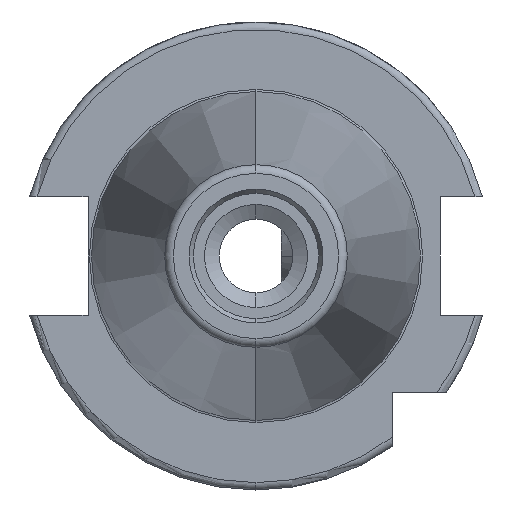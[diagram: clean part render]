
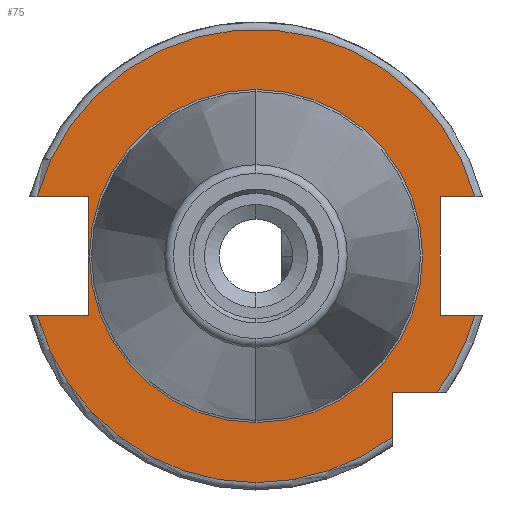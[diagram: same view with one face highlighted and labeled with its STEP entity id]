
A CAD part, left-side view. The second image highlights one B-rep face of the part: STEP entity #75.
In plain terms, the highlighted planar face has unit normal (-1, 0, 0).
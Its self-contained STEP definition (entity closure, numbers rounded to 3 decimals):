
#71 = EDGE_LOOP ( 'NONE', ( #95, #312 ) ) ;
#75 = ADVANCED_FACE ( 'NONE', ( #734, #733 ), #732, .F. ) ;
#95 = ORIENTED_EDGE ( 'NONE', *, *, #324, .F. ) ;
#96 = ORIENTED_EDGE ( 'NONE', *, *, #2570, .T. ) ;
#168 = ORIENTED_EDGE ( 'NONE', *, *, #184, .T. ) ;
#169 = VERTEX_POINT ( 'NONE', #897 ) ;
#172 = VERTEX_POINT ( 'NONE', #894 ) ;
#184 = EDGE_CURVE ( 'NONE', #172, #169, #937, .T. ) ;
#311 = VERTEX_POINT ( 'NONE', #1147 ) ;
#312 = ORIENTED_EDGE ( 'NONE', *, *, #1921, .F. ) ;
#313 = ORIENTED_EDGE ( 'NONE', *, *, #2537, .T. ) ;
#323 = ORIENTED_EDGE ( 'NONE', *, *, #2577, .F. ) ;
#324 = EDGE_CURVE ( 'NONE', #1922, #1908, #1134, .T. ) ;
#728 = DIRECTION ( 'NONE',  ( 1., 0., 0. ) ) ;
#729 = CARTESIAN_POINT ( 'NONE',  ( 3.2, 0., 30.775 ) ) ;
#731 = AXIS2_PLACEMENT_3D ( 'NONE', #729, #728, #795 ) ;
#732 = PLANE ( 'NONE',  #731 ) ;
#733 = FACE_OUTER_BOUND ( 'NONE', #2547, .T. ) ;
#734 = FACE_BOUND ( 'NONE', #71, .T. ) ;
#795 = DIRECTION ( 'NONE',  ( 0., 0., 1. ) ) ;
#894 = CARTESIAN_POINT ( 'NONE',  ( 3.2, -29.704, 8.05 ) ) ;
#897 = CARTESIAN_POINT ( 'NONE',  ( 3.2, 29.704, 8.05 ) ) ;
#930 = DIRECTION ( 'NONE',  ( 0., 0., -1. ) ) ;
#931 = DIRECTION ( 'NONE',  ( -1., 0., 0. ) ) ;
#932 = CARTESIAN_POINT ( 'NONE',  ( 3.2, 0., 0. ) ) ;
#933 = AXIS2_PLACEMENT_3D ( 'NONE', #932, #931, #930 ) ;
#937 = CIRCLE ( 'NONE', #933, 30.775 ) ;
#1132 = CARTESIAN_POINT ( 'NONE',  ( 3.2, 0., 0. ) ) ;
#1133 = AXIS2_PLACEMENT_3D ( 'NONE', #1132, #1187, #1186 ) ;
#1134 = CIRCLE ( 'NONE', #1133, 22.625 ) ;
#1147 = CARTESIAN_POINT ( 'NONE',  ( 3.2, 22.8, -8.05 ) ) ;
#1186 = DIRECTION ( 'NONE',  ( 0., 0., -1. ) ) ;
#1187 = DIRECTION ( 'NONE',  ( -1., 0., 0. ) ) ;
#1885 = VERTEX_POINT ( 'NONE', #2654 ) ;
#1902 = VERTEX_POINT ( 'NONE', #2687 ) ;
#1908 = VERTEX_POINT ( 'NONE', #2681 ) ;
#1921 = EDGE_CURVE ( 'NONE', #1908, #1922, #2725, .T. ) ;
#1922 = VERTEX_POINT ( 'NONE', #2720 ) ;
#2059 = VERTEX_POINT ( 'NONE', #2975 ) ;
#2065 = EDGE_CURVE ( 'NONE', #2165, #172, #2968, .T. ) ;
#2075 = VERTEX_POINT ( 'NONE', #3003 ) ;
#2076 = ORIENTED_EDGE ( 'NONE', *, *, #2083, .T. ) ;
#2081 = ORIENTED_EDGE ( 'NONE', *, *, #2107, .T. ) ;
#2082 = ORIENTED_EDGE ( 'NONE', *, *, #2065, .T. ) ;
#2083 = EDGE_CURVE ( 'NONE', #2163, #2169, #3001, .T. ) ;
#2090 = EDGE_CURVE ( 'NONE', #2165, #2169, #2986, .T. ) ;
#2107 = EDGE_CURVE ( 'NONE', #2075, #311, #3019, .T. ) ;
#2116 = ORIENTED_EDGE ( 'NONE', *, *, #2168, .F. ) ;
#2125 = ORIENTED_EDGE ( 'NONE', *, *, #2167, .F. ) ;
#2162 = ORIENTED_EDGE ( 'NONE', *, *, #2166, .T. ) ;
#2163 = VERTEX_POINT ( 'NONE', #3145 ) ;
#2164 = VERTEX_POINT ( 'NONE', #3141 ) ;
#2165 = VERTEX_POINT ( 'NONE', #3140 ) ;
#2166 = EDGE_CURVE ( 'NONE', #2164, #2163, #3139, .T. ) ;
#2167 = EDGE_CURVE ( 'NONE', #2075, #169, #3134, .T. ) ;
#2168 = EDGE_CURVE ( 'NONE', #2164, #2059, #3130, .T. ) ;
#2169 = VERTEX_POINT ( 'NONE', #3126 ) ;
#2170 = ORIENTED_EDGE ( 'NONE', *, *, #2090, .F. ) ;
#2537 = EDGE_CURVE ( 'NONE', #1885, #1902, #3822, .T. ) ;
#2547 = EDGE_LOOP ( 'NONE', ( #323, #313, #96, #2580, #2116, #2162, #2076, #2170, #2082, #168, #2125, #2081 ) ) ;
#2570 = EDGE_CURVE ( 'NONE', #1902, #2578, #3973, .T. ) ;
#2572 = EDGE_CURVE ( 'NONE', #2059, #2578, #3964, .T. ) ;
#2577 = EDGE_CURVE ( 'NONE', #1885, #311, #3955, .T. ) ;
#2578 = VERTEX_POINT ( 'NONE', #3951 ) ;
#2580 = ORIENTED_EDGE ( 'NONE', *, *, #2572, .F. ) ;
#2654 = CARTESIAN_POINT ( 'NONE',  ( 3.2, 29.704, -8.05 ) ) ;
#2681 = CARTESIAN_POINT ( 'NONE',  ( 3.2, 0., 22.625 ) ) ;
#2687 = CARTESIAN_POINT ( 'NONE',  ( 3.2, 0., -30.775 ) ) ;
#2720 = CARTESIAN_POINT ( 'NONE',  ( 3.2, 0., -22.625 ) ) ;
#2721 = DIRECTION ( 'NONE',  ( 0., 0., -1. ) ) ;
#2722 = DIRECTION ( 'NONE',  ( -1., 0., 0. ) ) ;
#2723 = CARTESIAN_POINT ( 'NONE',  ( 3.2, 0., 0. ) ) ;
#2724 = AXIS2_PLACEMENT_3D ( 'NONE', #2723, #2722, #2721 ) ;
#2725 = CIRCLE ( 'NONE', #2724, 22.625 ) ;
#2965 = DIRECTION ( 'NONE',  ( 0., -1., 0. ) ) ;
#2966 = VECTOR ( 'NONE', #2965, 1000. ) ;
#2967 = CARTESIAN_POINT ( 'NONE',  ( 3.2, 0., 8.05 ) ) ;
#2968 = LINE ( 'NONE', #2967, #2966 ) ;
#2975 = CARTESIAN_POINT ( 'NONE',  ( 3.2, -18.5, -18.5 ) ) ;
#2983 = DIRECTION ( 'NONE',  ( 0., 0., -1. ) ) ;
#2984 = VECTOR ( 'NONE', #2983, 1000. ) ;
#2985 = CARTESIAN_POINT ( 'NONE',  ( 3.2, -25., 30.775 ) ) ;
#2986 = LINE ( 'NONE', #2985, #2984 ) ;
#2998 = DIRECTION ( 'NONE',  ( 0., 1., 0. ) ) ;
#2999 = VECTOR ( 'NONE', #2998, 1000. ) ;
#3000 = CARTESIAN_POINT ( 'NONE',  ( 3.2, 0., -8.05 ) ) ;
#3001 = LINE ( 'NONE', #3000, #2999 ) ;
#3003 = CARTESIAN_POINT ( 'NONE',  ( 3.2, 22.8, 8.05 ) ) ;
#3016 = DIRECTION ( 'NONE',  ( 0., 0., -1. ) ) ;
#3017 = VECTOR ( 'NONE', #3016, 1000. ) ;
#3018 = CARTESIAN_POINT ( 'NONE',  ( 3.2, 22.8, 30.775 ) ) ;
#3019 = LINE ( 'NONE', #3018, #3017 ) ;
#3126 = CARTESIAN_POINT ( 'NONE',  ( 3.2, -25., -8.05 ) ) ;
#3127 = DIRECTION ( 'NONE',  ( 0., 1., 0. ) ) ;
#3128 = VECTOR ( 'NONE', #3127, 1000. ) ;
#3129 = CARTESIAN_POINT ( 'NONE',  ( 3.2, -25.834, -18.5 ) ) ;
#3130 = LINE ( 'NONE', #3129, #3128 ) ;
#3131 = DIRECTION ( 'NONE',  ( 0., 1., 0. ) ) ;
#3132 = VECTOR ( 'NONE', #3131, 1000. ) ;
#3133 = CARTESIAN_POINT ( 'NONE',  ( 3.2, 0., 8.05 ) ) ;
#3134 = LINE ( 'NONE', #3133, #3132 ) ;
#3135 = DIRECTION ( 'NONE',  ( 0., 0., -1. ) ) ;
#3136 = DIRECTION ( 'NONE',  ( -1., 0., 0. ) ) ;
#3137 = CARTESIAN_POINT ( 'NONE',  ( 3.2, 0., 0. ) ) ;
#3138 = AXIS2_PLACEMENT_3D ( 'NONE', #3137, #3136, #3135 ) ;
#3139 = CIRCLE ( 'NONE', #3138, 30.775 ) ;
#3140 = CARTESIAN_POINT ( 'NONE',  ( 3.2, -25., 8.05 ) ) ;
#3141 = CARTESIAN_POINT ( 'NONE',  ( 3.2, -24.594, -18.5 ) ) ;
#3145 = CARTESIAN_POINT ( 'NONE',  ( 3.2, -29.704, -8.05 ) ) ;
#3818 = DIRECTION ( 'NONE',  ( 0., 0., -1. ) ) ;
#3819 = DIRECTION ( 'NONE',  ( -1., 0., 0. ) ) ;
#3820 = CARTESIAN_POINT ( 'NONE',  ( 3.2, 0., 0. ) ) ;
#3821 = AXIS2_PLACEMENT_3D ( 'NONE', #3820, #3819, #3818 ) ;
#3822 = CIRCLE ( 'NONE', #3821, 30.775 ) ;
#3951 = CARTESIAN_POINT ( 'NONE',  ( 3.2, -18.5, -24.594 ) ) ;
#3952 = DIRECTION ( 'NONE',  ( 0., -1., 0. ) ) ;
#3953 = VECTOR ( 'NONE', #3952, 1000. ) ;
#3954 = CARTESIAN_POINT ( 'NONE',  ( 3.2, 0., -8.05 ) ) ;
#3955 = LINE ( 'NONE', #3954, #3953 ) ;
#3961 = DIRECTION ( 'NONE',  ( 0., 0., -1. ) ) ;
#3962 = VECTOR ( 'NONE', #3961, 1000. ) ;
#3963 = CARTESIAN_POINT ( 'NONE',  ( 3.2, -18.5, -18.5 ) ) ;
#3964 = LINE ( 'NONE', #3963, #3962 ) ;
#3969 = DIRECTION ( 'NONE',  ( 0., 0., -1. ) ) ;
#3970 = DIRECTION ( 'NONE',  ( -1., 0., 0. ) ) ;
#3971 = CARTESIAN_POINT ( 'NONE',  ( 3.2, 0., 0. ) ) ;
#3972 = AXIS2_PLACEMENT_3D ( 'NONE', #3971, #3970, #3969 ) ;
#3973 = CIRCLE ( 'NONE', #3972, 30.775 ) ;
